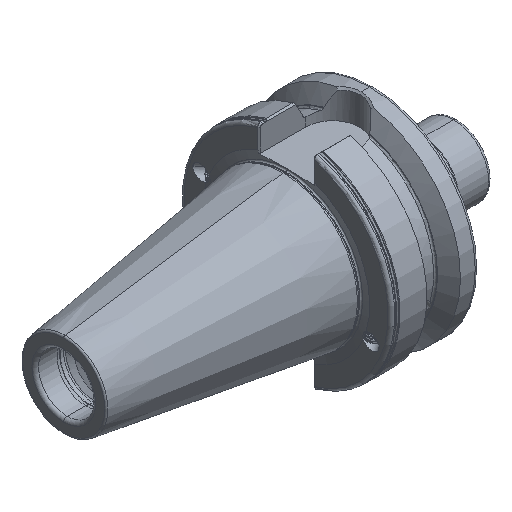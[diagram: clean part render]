
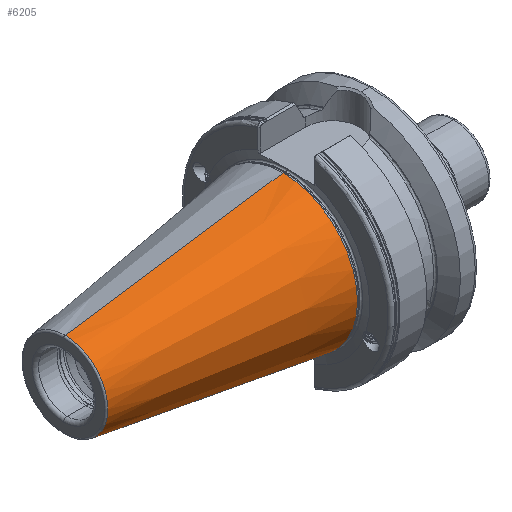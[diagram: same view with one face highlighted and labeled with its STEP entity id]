
A CAD part, isometric view. The second image highlights one B-rep face of the part: STEP entity #6205.
In plain terms, the highlighted conical face has half-angle 8.297 degrees and reference radius 22.24 mm.
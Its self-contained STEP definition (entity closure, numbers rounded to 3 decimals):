
#1267 = CARTESIAN_POINT ( 'NONE',  ( -0.9, 0., -22.24 ) ) ;
#1300 = CARTESIAN_POINT ( 'NONE',  ( -65.972, 0., 12.75 ) ) ;
#2378 = ORIENTED_EDGE ( 'NONE', *, *, #6970, .T. ) ;
#2388 = ORIENTED_EDGE ( 'NONE', *, *, #6739, .T. ) ;
#2411 = ORIENTED_EDGE ( 'NONE', *, *, #6724, .F. ) ;
#2423 = ORIENTED_EDGE ( 'NONE', *, *, #6948, .F. ) ;
#4313 = CARTESIAN_POINT ( 'NONE',  ( -65.972, 0., -12.75 ) ) ;
#4402 = CARTESIAN_POINT ( 'NONE',  ( -0.9, 0., 22.24 ) ) ;
#6205 = ADVANCED_FACE ( 'NONE', ( #11090 ), #11141, .T. ) ;
#6494 = AXIS2_PLACEMENT_3D ( 'NONE', #8867, #8808, #8869 ) ;
#6585 = AXIS2_PLACEMENT_3D ( 'NONE', #9515, #9563, #9708 ) ;
#6606 = AXIS2_PLACEMENT_3D ( 'NONE', #10567, #10571, #10552 ) ;
#6724 = EDGE_CURVE ( 'NONE', #8636, #8762, #11361, .T. ) ;
#6739 = EDGE_CURVE ( 'NONE', #8770, #8630, #11366, .T. ) ;
#6948 = EDGE_CURVE ( 'NONE', #8770, #8636, #10777, .T. ) ;
#6970 = EDGE_CURVE ( 'NONE', #8630, #8762, #10873, .T. ) ;
#8630 = VERTEX_POINT ( 'NONE', #4313 ) ;
#8636 = VERTEX_POINT ( 'NONE', #4402 ) ;
#8762 = VERTEX_POINT ( 'NONE', #1267 ) ;
#8770 = VERTEX_POINT ( 'NONE', #1300 ) ;
#8808 = DIRECTION ( 'NONE',  ( 1., 0., 0. ) ) ;
#8867 = CARTESIAN_POINT ( 'NONE',  ( -0.9, 0., 0. ) ) ;
#8869 = DIRECTION ( 'NONE',  ( 0., 0., -1. ) ) ;
#9357 = EDGE_LOOP ( 'NONE', ( #2423, #2388, #2378, #2411 ) ) ;
#9515 = CARTESIAN_POINT ( 'NONE',  ( -65.972, 0., 0. ) ) ;
#9563 = DIRECTION ( 'NONE',  ( 1., 0., 0. ) ) ;
#9708 = DIRECTION ( 'NONE',  ( 0., 0., -1. ) ) ;
#10552 = DIRECTION ( 'NONE',  ( 0., 0., -1. ) ) ;
#10567 = CARTESIAN_POINT ( 'NONE',  ( -0.9, 0., 0. ) ) ;
#10571 = DIRECTION ( 'NONE',  ( 1., 0., 0. ) ) ;
#10773 = VECTOR ( 'NONE', #12705, 1000. ) ;
#10777 = LINE ( 'NONE', #12751, #10773 ) ;
#10847 = VECTOR ( 'NONE', #13002, 1000. ) ;
#10873 = LINE ( 'NONE', #12985, #10847 ) ;
#11090 = FACE_OUTER_BOUND ( 'NONE', #9357, .T. ) ;
#11141 = CONICAL_SURFACE ( 'NONE', #6494, 22.24, 0.145 ) ;
#11361 = CIRCLE ( 'NONE', #6606, 22.24 ) ;
#11366 = CIRCLE ( 'NONE', #6585, 12.75 ) ;
#12705 = DIRECTION ( 'NONE',  ( 0.99, 0., 0.144 ) ) ;
#12751 = CARTESIAN_POINT ( 'NONE',  ( -0.9, 0., 22.24 ) ) ;
#12985 = CARTESIAN_POINT ( 'NONE',  ( -0.9, 0., -22.24 ) ) ;
#13002 = DIRECTION ( 'NONE',  ( 0.99, 0., -0.144 ) ) ;
